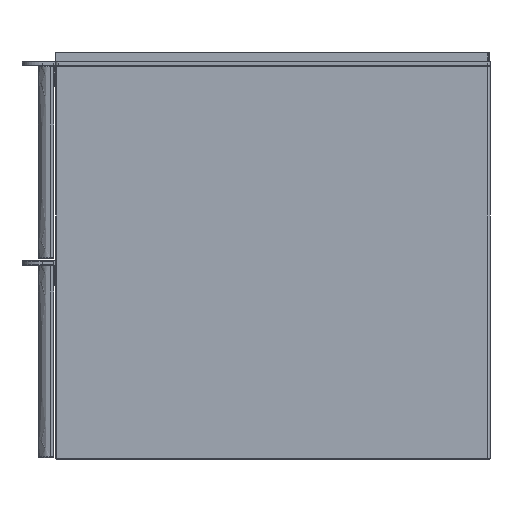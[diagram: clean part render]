
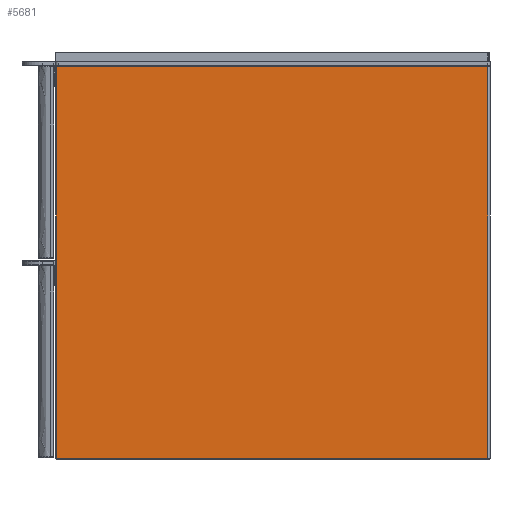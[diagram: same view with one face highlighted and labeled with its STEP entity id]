
A CAD part, front view. The second image highlights one B-rep face of the part: STEP entity #5681.
In plain terms, the highlighted planar face has unit normal (0, -1, 0).
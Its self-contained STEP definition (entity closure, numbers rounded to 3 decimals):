
#5513=CARTESIAN_POINT('Line Origine',(527.,-780.,480.)) ;
#5517=CARTESIAN_POINT('Vertex',(527.,-780.,1.)) ;
#5519=CARTESIAN_POINT('Vertex',(527.,-780.,479.)) ;
#5565=CARTESIAN_POINT('Vertex',(1.,-780.,1.)) ;
#5568=CARTESIAN_POINT('Line Origine',(530.,-780.,1.)) ;
#5605=CARTESIAN_POINT('Vertex',(1.,-780.,479.)) ;
#5608=CARTESIAN_POINT('Line Origine',(1.,-780.,0.)) ;
#5658=CARTESIAN_POINT('Line Origine',(0.,-780.,479.)) ;
#5670=CARTESIAN_POINT('Axis2P3D Location',(530.,-780.,0.)) ;
#5515=VECTOR('Line Direction',#5514,1.) ;
#5570=VECTOR('Line Direction',#5569,1.) ;
#5610=VECTOR('Line Direction',#5609,1.) ;
#5660=VECTOR('Line Direction',#5659,1.) ;
#5514=DIRECTION('Vector Direction',(0.,0.,1.)) ;
#5569=DIRECTION('Vector Direction',(1.,0.,0.)) ;
#5609=DIRECTION('Vector Direction',(0.,0.,-1.)) ;
#5659=DIRECTION('Vector Direction',(-1.,0.,0.)) ;
#5671=DIRECTION('Axis2P3D Direction',(0.,1.,0.)) ;
#5672=DIRECTION('Axis2P3D XDirection',(-1.,0.,0.)) ;
#5673=AXIS2_PLACEMENT_3D('Plane Axis2P3D',#5670,#5671,#5672) ;
#5516=LINE('Line',#5513,#5515) ;
#5571=LINE('Line',#5568,#5570) ;
#5611=LINE('Line',#5608,#5610) ;
#5661=LINE('Line',#5658,#5660) ;
#5674=PLANE('',#5673) ;
#5521=EDGE_CURVE('',#5518,#5520,#5516,.T.) ;
#5572=EDGE_CURVE('',#5566,#5518,#5571,.T.) ;
#5612=EDGE_CURVE('',#5606,#5566,#5611,.T.) ;
#5662=EDGE_CURVE('',#5520,#5606,#5661,.T.) ;
#5676=ORIENTED_EDGE('',*,*,#5612,.T.) ;
#5677=ORIENTED_EDGE('',*,*,#5572,.T.) ;
#5678=ORIENTED_EDGE('',*,*,#5521,.T.) ;
#5679=ORIENTED_EDGE('',*,*,#5662,.T.) ;
#5675=EDGE_LOOP('',(#5676,#5677,#5678,#5679)) ;
#5518=VERTEX_POINT('',#5517) ;
#5520=VERTEX_POINT('',#5519) ;
#5566=VERTEX_POINT('',#5565) ;
#5606=VERTEX_POINT('',#5605) ;
#5681=ADVANCED_FACE('FUE_Template_Product.1|WXTT_Seite links.2|WXTT_Seite links_3sh-HG-00206657_A.1|Schnitt-Linear austragen4',(#5680),#5674,.F.) ;
#5680=FACE_OUTER_BOUND('',#5675,.T.) ;
